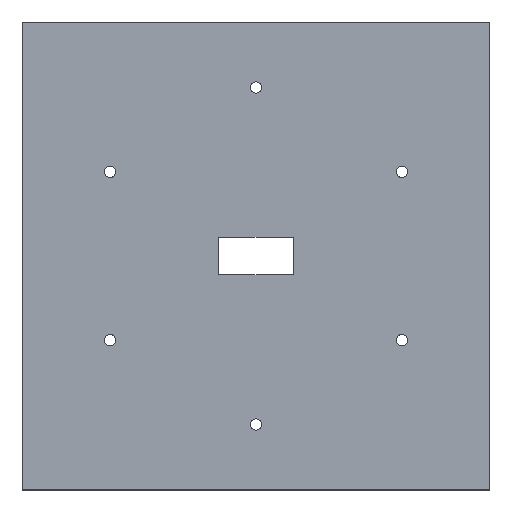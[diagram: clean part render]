
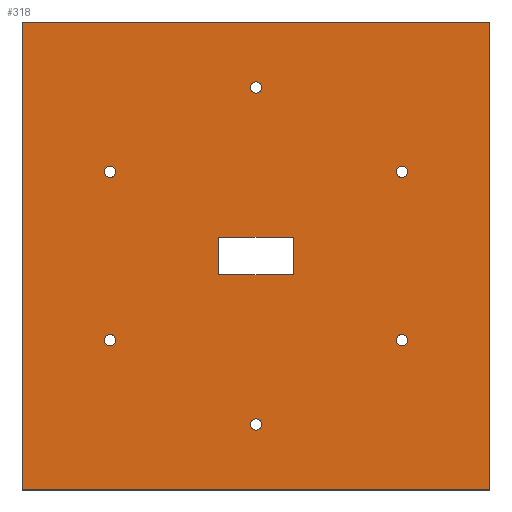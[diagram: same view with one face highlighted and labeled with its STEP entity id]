
A CAD part, top view. The second image highlights one B-rep face of the part: STEP entity #318.
In plain terms, the highlighted planar face has unit normal (0, 0, 1).
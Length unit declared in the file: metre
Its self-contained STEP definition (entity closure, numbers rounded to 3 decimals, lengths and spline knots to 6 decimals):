
#20=CIRCLE('',#340,0.003);
#22=CIRCLE('',#343,0.003);
#24=CIRCLE('',#346,0.003);
#26=CIRCLE('',#349,0.003);
#28=CIRCLE('',#352,0.003);
#30=CIRCLE('',#357,0.003);
#82=ORIENTED_EDGE('',*,*,#122,.F.);
#83=ORIENTED_EDGE('',*,*,#126,.T.);
#84=ORIENTED_EDGE('',*,*,#129,.T.);
#85=ORIENTED_EDGE('',*,*,#143,.F.);
#86=ORIENTED_EDGE('',*,*,#112,.F.);
#87=ORIENTED_EDGE('',*,*,#116,.T.);
#88=ORIENTED_EDGE('',*,*,#119,.T.);
#89=ORIENTED_EDGE('',*,*,#141,.F.);
#90=ORIENTED_EDGE('',*,*,#138,.F.);
#91=ORIENTED_EDGE('',*,*,#136,.F.);
#92=ORIENTED_EDGE('',*,*,#134,.F.);
#93=ORIENTED_EDGE('',*,*,#132,.F.);
#94=ORIENTED_EDGE('',*,*,#130,.F.);
#95=ORIENTED_EDGE('',*,*,#144,.F.);
#112=EDGE_CURVE('',#148,#149,#176,.T.);
#116=EDGE_CURVE('',#148,#151,#180,.T.);
#119=EDGE_CURVE('',#151,#153,#183,.T.);
#122=EDGE_CURVE('',#156,#157,#186,.T.);
#126=EDGE_CURVE('',#156,#159,#190,.T.);
#129=EDGE_CURVE('',#159,#161,#193,.T.);
#130=EDGE_CURVE('',#162,#162,#20,.T.);
#132=EDGE_CURVE('',#164,#164,#22,.T.);
#134=EDGE_CURVE('',#166,#166,#24,.T.);
#136=EDGE_CURVE('',#168,#168,#26,.T.);
#138=EDGE_CURVE('',#170,#170,#28,.T.);
#141=EDGE_CURVE('',#149,#153,#195,.T.);
#143=EDGE_CURVE('',#157,#161,#197,.T.);
#144=EDGE_CURVE('',#172,#172,#30,.T.);
#148=VERTEX_POINT('',#449);
#149=VERTEX_POINT('',#451);
#151=VERTEX_POINT('',#457);
#153=VERTEX_POINT('',#463);
#156=VERTEX_POINT('',#470);
#157=VERTEX_POINT('',#472);
#159=VERTEX_POINT('',#478);
#161=VERTEX_POINT('',#484);
#162=VERTEX_POINT('',#488);
#164=VERTEX_POINT('',#493);
#166=VERTEX_POINT('',#498);
#168=VERTEX_POINT('',#503);
#170=VERTEX_POINT('',#508);
#172=VERTEX_POINT('',#519);
#176=LINE('',#450,#200);
#180=LINE('',#458,#204);
#183=LINE('',#464,#207);
#186=LINE('',#471,#210);
#190=LINE('',#479,#214);
#193=LINE('',#485,#217);
#195=LINE('',#513,#219);
#197=LINE('',#516,#221);
#200=VECTOR('',#367,1.);
#204=VECTOR('',#373,1.);
#207=VECTOR('',#378,1.);
#210=VECTOR('',#383,1.);
#214=VECTOR('',#389,1.);
#217=VECTOR('',#394,1.);
#219=VECTOR('',#428,1.);
#221=VECTOR('',#432,1.);
#242=EDGE_LOOP('',(#82,#83,#84,#85));
#243=EDGE_LOOP('',(#86,#87,#88,#89));
#244=EDGE_LOOP('',(#90));
#245=EDGE_LOOP('',(#91));
#246=EDGE_LOOP('',(#92));
#247=EDGE_LOOP('',(#93));
#248=EDGE_LOOP('',(#94));
#249=EDGE_LOOP('',(#95));
#278=FACE_BOUND('',#242,.T.);
#279=FACE_BOUND('',#243,.T.);
#280=FACE_BOUND('',#244,.T.);
#281=FACE_BOUND('',#245,.T.);
#282=FACE_BOUND('',#246,.T.);
#283=FACE_BOUND('',#247,.T.);
#284=FACE_BOUND('',#248,.T.);
#285=FACE_BOUND('',#249,.T.);
#302=PLANE('',#359);
#318=ADVANCED_FACE('',(#278,#279,#280,#281,#282,#283,#284,#285),#302,.T.);
#340=AXIS2_PLACEMENT_3D('',#487,#397,#398);
#343=AXIS2_PLACEMENT_3D('',#492,#403,#404);
#346=AXIS2_PLACEMENT_3D('',#497,#409,#410);
#349=AXIS2_PLACEMENT_3D('',#502,#415,#416);
#352=AXIS2_PLACEMENT_3D('',#507,#421,#422);
#357=AXIS2_PLACEMENT_3D('',#518,#435,#436);
#359=AXIS2_PLACEMENT_3D('',#522,#439,#440);
#367=DIRECTION('',(0.,1.,0.));
#373=DIRECTION('',(-1.,0.,0.));
#378=DIRECTION('',(0.,1.,0.));
#383=DIRECTION('',(0.,1.,0.));
#389=DIRECTION('',(1.,0.,0.));
#394=DIRECTION('',(0.,1.,0.));
#397=DIRECTION('',(0.,0.,1.));
#398=DIRECTION('',(1.,0.,0.));
#403=DIRECTION('',(0.,0.,1.));
#404=DIRECTION('',(1.,0.,0.));
#409=DIRECTION('',(0.,0.,1.));
#410=DIRECTION('',(1.,0.,0.));
#415=DIRECTION('',(0.,0.,1.));
#416=DIRECTION('',(1.,0.,0.));
#421=DIRECTION('',(0.,0.,1.));
#422=DIRECTION('',(1.,0.,0.));
#428=DIRECTION('',(-1.,0.,0.));
#432=DIRECTION('',(1.,0.,0.));
#435=DIRECTION('',(0.,0.,1.));
#436=DIRECTION('',(1.,0.,0.));
#439=DIRECTION('',(0.,0.,1.));
#440=DIRECTION('',(1.,0.,0.));
#449=CARTESIAN_POINT('',(0.145,0.115,0.002));
#450=CARTESIAN_POINT('',(0.145,0.125,0.002));
#451=CARTESIAN_POINT('',(0.145,0.135,0.002));
#457=CARTESIAN_POINT('',(0.105,0.115,0.002));
#458=CARTESIAN_POINT('',(0.125,0.115,0.002));
#463=CARTESIAN_POINT('',(0.105,0.135,0.002));
#464=CARTESIAN_POINT('',(0.105,0.125,0.002));
#470=CARTESIAN_POINT('',(0.,0.,0.002));
#471=CARTESIAN_POINT('',(0.,0.125,0.002));
#472=CARTESIAN_POINT('',(0.,0.25,0.002));
#478=CARTESIAN_POINT('',(0.25,0.,0.002));
#479=CARTESIAN_POINT('',(0.125,0.,0.002));
#484=CARTESIAN_POINT('',(0.25,0.25,0.002));
#485=CARTESIAN_POINT('',(0.25,0.125,0.002));
#487=CARTESIAN_POINT('',(0.202942,0.08,0.002));
#488=CARTESIAN_POINT('',(0.205942,0.08,0.002));
#492=CARTESIAN_POINT('',(0.125,0.035,0.002));
#493=CARTESIAN_POINT('',(0.128,0.035,0.002));
#497=CARTESIAN_POINT('',(0.047058,0.08,0.002));
#498=CARTESIAN_POINT('',(0.050058,0.08,0.002));
#502=CARTESIAN_POINT('',(0.047058,0.17,0.002));
#503=CARTESIAN_POINT('',(0.050058,0.17,0.002));
#507=CARTESIAN_POINT('',(0.125,0.215,0.002));
#508=CARTESIAN_POINT('',(0.128,0.215,0.002));
#513=CARTESIAN_POINT('',(0.125,0.135,0.002));
#516=CARTESIAN_POINT('',(0.125,0.25,0.002));
#518=CARTESIAN_POINT('',(0.202942,0.17,0.002));
#519=CARTESIAN_POINT('',(0.205942,0.17,0.002));
#522=CARTESIAN_POINT('',(0.125,0.125,0.002));
